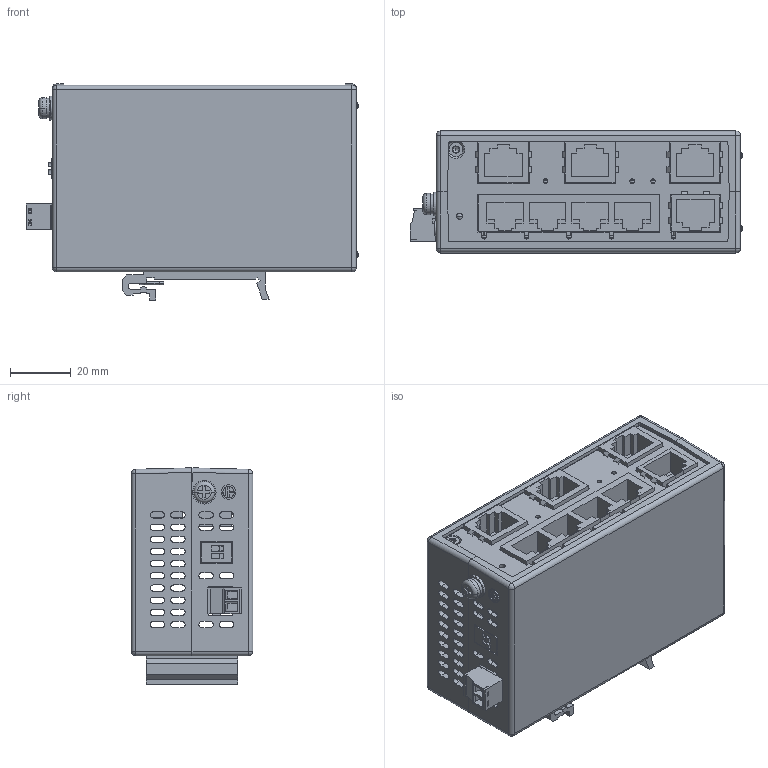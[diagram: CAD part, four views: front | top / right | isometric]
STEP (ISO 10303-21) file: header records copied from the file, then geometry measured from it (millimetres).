
FILE_DESCRIPTION((''),'2;1');
FILE_NAME('MTX100-A8K0080-A8K008-IP30_ASM_ASM','2025-12-16T',('MRD'),(''),'PRO/ENGINEER BY PARAMETRIC TECHNOLOGY CORPORATION, 2017170','PRO/ENGINEER BY PARAMETRIC TECHNOLOGY CORPORATION, 2017170','');
FILE_SCHEMA(('CONFIG_CONTROL_DESIGN'));
Products named in the file (31): MSBR-50; MSBR-49; MSBR-48; MSBR-47; MSBR-46; MSBR-45; MSBR-44; MSBR-43; MSBR-42; MSBR-41; MSBR-39; MSBR-38; MSBR-37; MSBR-24; PRT0001; PRT0002; PRT0003; PRT0004; PRT0005; PRT0012; PRT0013; PRT0014; PRT0015; PRT0016; PRT0017; PRT0018; PRT0019; PRT0020; PRT0021; PRT0022; MTX100-A8K0080-A8K008-IP30_ASM_ASM
Assembly tree (30 placements, depth 2):
  MTX100-A8K0080-A8K008-IP30_ASM_ASM
    MSBR-50
    MSBR-49
    MSBR-48
    MSBR-47
    MSBR-46
    MSBR-45
    MSBR-44
    MSBR-43
    MSBR-42
    MSBR-41
    MSBR-39
    MSBR-38
    MSBR-37
    MSBR-24
    PRT0001
    PRT0002
    PRT0003
    PRT0004
    PRT0005
    PRT0012
    PRT0013
    PRT0014
    PRT0015
    PRT0016
    PRT0017
    PRT0018
    PRT0019
    PRT0020
    PRT0021
    PRT0022
Bounding box: 109.1 x 40 x 71.1 mm (x, y, z)
Volume: 69663 mm3; surface area: 71431.9 mm2
Topology: 30 solids, 30 shells, 2912 faces, 7768 edges, 5061 vertices
Faces by surface type: plane 1861, cylinder 750, cone 115, torus 99, bspline 67, sphere 16, extrusion 4
Entity records: 95909 total; most frequent: CARTESIAN_POINT 22639, ORIENTED_EDGE 15508, DIRECTION 14436, EDGE_CURVE 7754, VECTOR 5404, LINE 5400, VERTEX_POINT 5061, AXIS2_PLACEMENT_3D 4516
